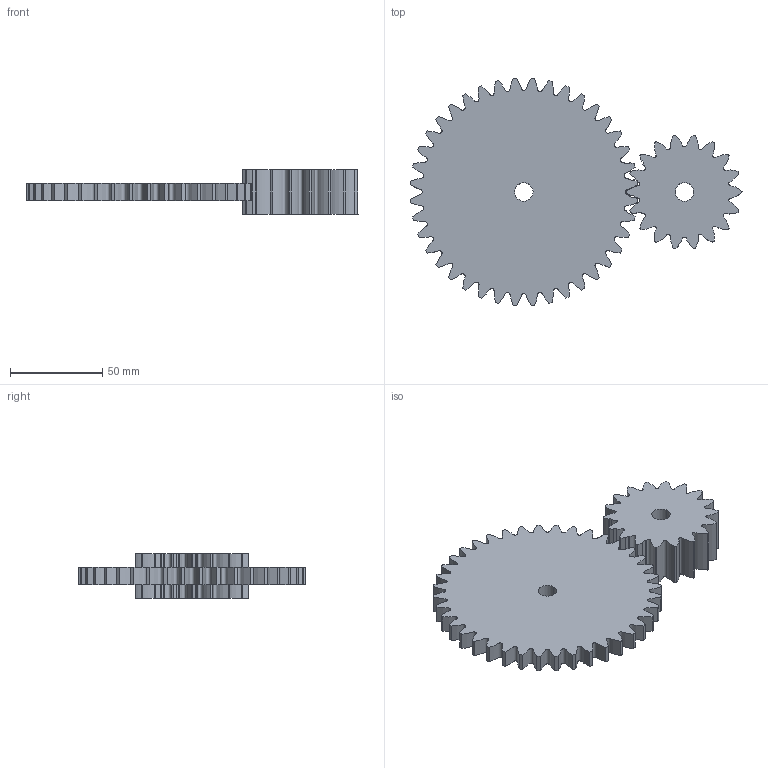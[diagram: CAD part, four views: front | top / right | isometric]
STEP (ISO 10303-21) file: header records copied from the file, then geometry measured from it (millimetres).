
FILE_DESCRIPTION(('CATIA V5 STEP Exchange'),'2;1');
FILE_NAME('11_damage.stp','2025-08-07T02:14:44+00:00',('none'),('none'),'CATIA Version 5 Release 21 GA (IN-10)','CATIA V5 STEP AP203','none');
FILE_SCHEMA(('CONFIG_CONTROL_DESIGN'));
Length unit declared in the file: millimetre
Products named in the file (1): 11
Assembly tree (2 placements, depth 2):
  11
    #58
    #11725
Bounding box: 179.88 x 123.34 x 24 mm (x, y, z)
Volume: 151954.3 mm3; surface area: 41686.1 mm2
Topology: 2 solids, 2 shells, 156 faces, 456 edges, 304 vertices
Faces by surface type: bspline 66, cylinder 62, plane 28
Entity records: 17371 total; most frequent: CARTESIAN_POINT 13780, ORIENTED_EDGE 912, EDGE_CURVE 456, DIRECTION 422, VERTEX_POINT 304, B_SPLINE_CURVE_WITH_KNOTS 222, AXIS2_PLACEMENT_3D 218, EDGE_LOOP 160
